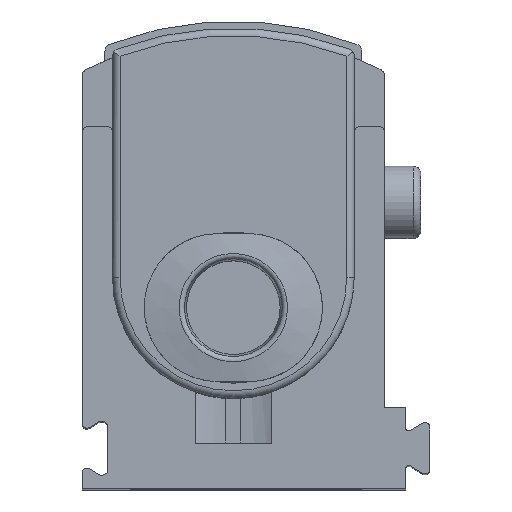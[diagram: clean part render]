
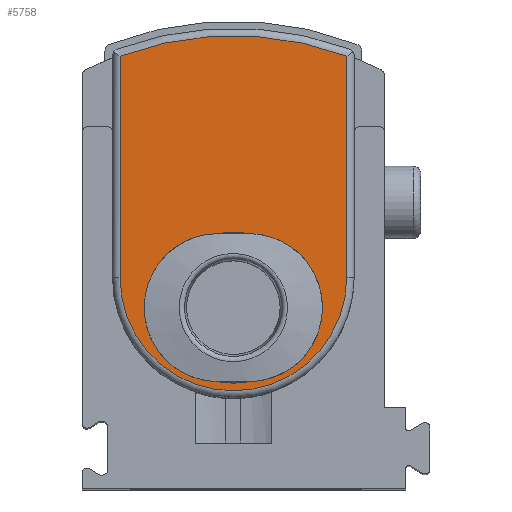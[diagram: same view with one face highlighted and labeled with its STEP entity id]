
A CAD part, top view. The second image highlights one B-rep face of the part: STEP entity #5758.
In plain terms, the highlighted face is planar.
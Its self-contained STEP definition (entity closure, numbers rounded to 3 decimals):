
#293=CIRCLE('',#6099,5.);
#294=CIRCLE('',#6100,21.5);
#295=CIRCLE('',#6101,7.5);
#690=ORIENTED_EDGE('',*,*,#2084,.T.);
#691=ORIENTED_EDGE('',*,*,#2085,.T.);
#692=ORIENTED_EDGE('',*,*,#2086,.F.);
#693=ORIENTED_EDGE('',*,*,#2087,.F.);
#694=ORIENTED_EDGE('',*,*,#2088,.T.);
#2084=EDGE_CURVE('',#2791,#2791,#293,.T.);
#2085=EDGE_CURVE('',#2792,#2793,#3286,.F.);
#2086=EDGE_CURVE('',#2794,#2793,#294,.T.);
#2087=EDGE_CURVE('',#2795,#2794,#3287,.F.);
#2088=EDGE_CURVE('',#2795,#2792,#295,.T.);
#2791=VERTEX_POINT('',#8279);
#2792=VERTEX_POINT('',#8281);
#2793=VERTEX_POINT('',#8282);
#2794=VERTEX_POINT('',#8284);
#2795=VERTEX_POINT('',#8286);
#3286=LINE('',#8280,#3764);
#3287=LINE('',#8285,#3765);
#3764=VECTOR('',#6789,1000.);
#3765=VECTOR('',#6792,1000.);
#4198=EDGE_LOOP('',(#690));
#4199=EDGE_LOOP('',(#691,#692,#693,#694));
#4520=FACE_BOUND('',#4198,.T.);
#4521=FACE_BOUND('',#4199,.T.);
#4816=PLANE('',#6098);
#5758=ADVANCED_FACE('',(#4520,#4521),#4816,.F.);
#6098=AXIS2_PLACEMENT_3D('',#8277,#6785,#6786);
#6099=AXIS2_PLACEMENT_3D('',#8278,#6787,#6788);
#6100=AXIS2_PLACEMENT_3D('',#8283,#6790,#6791);
#6101=AXIS2_PLACEMENT_3D('',#8287,#6793,#6794);
#6785=DIRECTION('',(1.,0.,0.));
#6786=DIRECTION('',(0.,0.,-1.));
#6787=DIRECTION('',(1.,0.,0.));
#6788=DIRECTION('',(0.,0.,-1.));
#6789=DIRECTION('',(0.,-1.,0.));
#6790=DIRECTION('',(1.,0.,0.));
#6791=DIRECTION('',(0.,0.,-1.));
#6792=DIRECTION('',(0.,-1.,0.));
#6793=DIRECTION('',(-1.,0.,0.));
#6794=DIRECTION('',(0.,0.,1.));
#8277=CARTESIAN_POINT('',(-19.25,8.,0.));
#8278=CARTESIAN_POINT('',(-19.25,6.,0.));
#8279=CARTESIAN_POINT('',(-19.25,6.,-5.));
#8280=CARTESIAN_POINT('',(-19.25,25.,7.5));
#8281=CARTESIAN_POINT('',(-19.25,8.,7.5));
#8282=CARTESIAN_POINT('',(-19.25,22.649,7.5));
#8283=CARTESIAN_POINT('',(-19.25,2.5,0.));
#8284=CARTESIAN_POINT('',(-19.25,22.649,-7.5));
#8285=CARTESIAN_POINT('',(-19.25,25.,-7.5));
#8286=CARTESIAN_POINT('',(-19.25,8.,-7.5));
#8287=CARTESIAN_POINT('',(-19.25,8.,0.));
